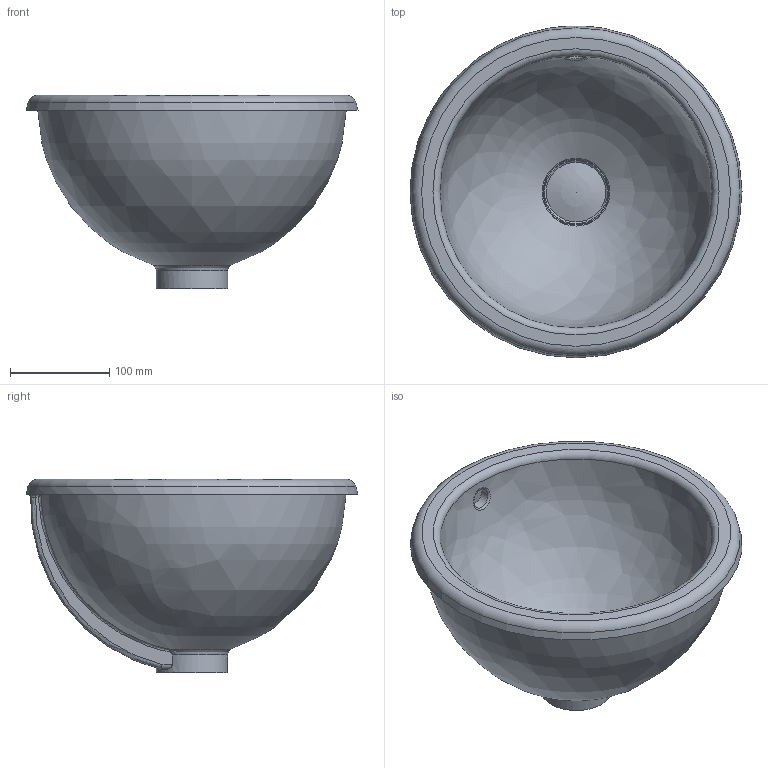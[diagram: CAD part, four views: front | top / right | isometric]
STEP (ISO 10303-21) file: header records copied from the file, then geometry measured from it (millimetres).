
FILE_DESCRIPTION((''),'2;1');
FILE_NAME('047334.stp','2008-01-16T12:54:30',('Huebner'),(''),'Autodesk Inventor 11','Autodesk Inventor 11','');
FILE_SCHEMA(('AUTOMOTIVE_DESIGN { 1 0 10303 214 1 1 1 1 }'));
Length unit declared in the file: millimetre
Products named in the file (4): 47334; Stopfen; Kelch
Assembly tree (3 placements, depth 2):
  47334
    47334
    Stopfen
    Kelch
Bounding box: 335.01 x 334.81 x 195 mm (x, y, z)
Volume: 3499627.5 mm3; surface area: 367376.5 mm2
Topology: 3 solids, 3 shells, 68 faces, 166 edges, 105 vertices
Faces by surface type: plane 21, cylinder 20, bspline 13, torus 10, cone 4
Full cylindrical faces by diameter (mm): 20 x1, 42 x1, 44 x1, 52 x1, 60 x1, 72.009 x1
Entity records: 4275 total; most frequent: CARTESIAN_POINT 2732, DIRECTION 296, ORIENTED_EDGE 288, EDGE_CURVE 144, AXIS2_PLACEMENT_3D 125, VERTEX_POINT 99, EDGE_LOOP 89, FACE_OUTER_BOUND 68
